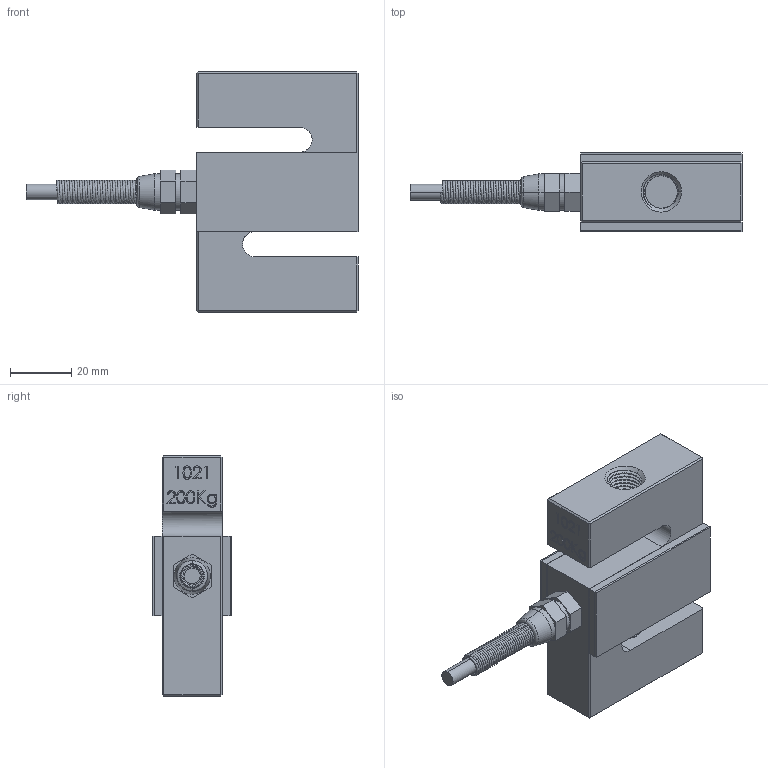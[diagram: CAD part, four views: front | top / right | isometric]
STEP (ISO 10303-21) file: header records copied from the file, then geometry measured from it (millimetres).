
FILE_DESCRIPTION(('FreeCAD Model'),'2;1');
FILE_NAME('Open CASCADE Shape Model','2025-05-02T17:07:33',('FreeCAD'),( 'FreeCAD'),'Open CASCADE STEP processor 7.6','FreeCAD','Unknown');
FILE_SCHEMA(('AUTOMOTIVE_DESIGN { 1 0 10303 214 1 1 1 1 }'));
Products named in the file (1): Open CASCADE STEP translator 7.6 1
Bounding box: 108.52 x 25.97 x 78.62 mm (x, y, z)
Volume: 77746.5 mm3; surface area: 33591.9 mm2
Topology: 8 solids, 8 shells, 790 faces, 2046 edges, 1354 vertices
Faces by surface type: bspline 790
Entity records: 54542 total; most frequent: CARTESIAN_POINT 41881, ORIENTED_EDGE 4092, EDGE_CURVE 2046, B_SPLINE_CURVE_WITH_KNOTS 1890, VERTEX_POINT 1354, FACE_BOUND 876, EDGE_LOOP 876, ADVANCED_FACE 790
